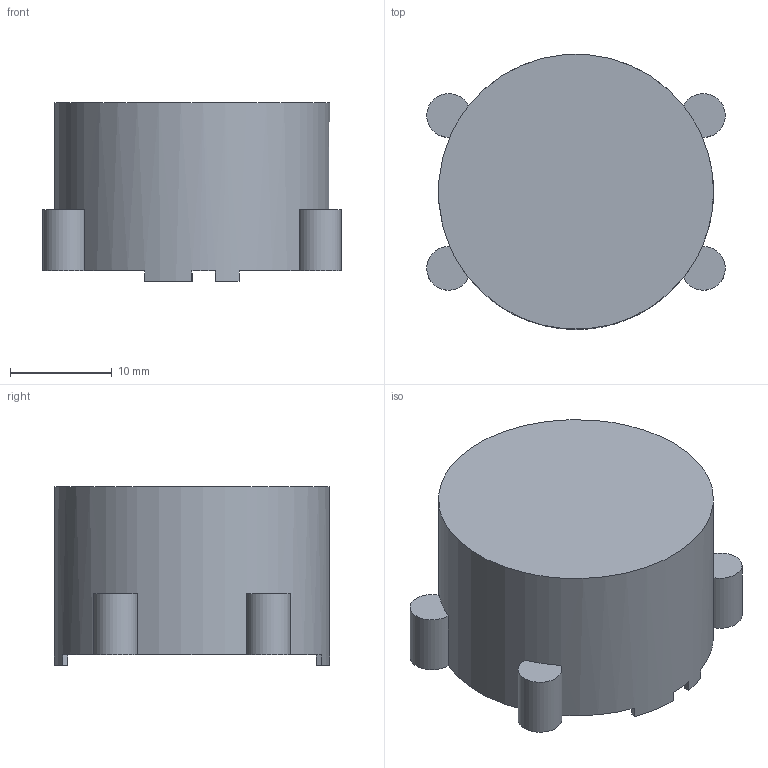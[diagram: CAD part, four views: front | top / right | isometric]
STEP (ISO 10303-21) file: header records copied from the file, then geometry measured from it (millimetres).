
FILE_DESCRIPTION(('FreeCAD Model'),'2;1');
FILE_NAME('Open CASCADE Shape Model','2022-10-23T23:53:41',(''),(''), 'Open CASCADE STEP processor 7.5','FreeCAD','Unknown');
FILE_SCHEMA(('AUTOMOTIVE_DESIGN { 1 0 10303 214 1 1 1 1 }'));
Length unit declared in the file: millimetre
Products named in the file (1): Body
Bounding box: 29.29 x 27 x 17.5 mm (x, y, z)
Volume: 9738.3 mm3; surface area: 2808.2 mm2
Topology: 1 solids, 1 shells, 27 faces, 82 edges, 57 vertices
Faces by surface type: plane 18, cylinder 9
Full cylindrical faces by diameter (mm): 27 x1
Entity records: 2100 total; most frequent: CARTESIAN_POINT 452, DIRECTION 322, ORIENTED_EDGE 164, PCURVE 164, DEFINITIONAL_REPRESENTATION 164, LINE 163, VECTOR 163, EDGE_CURVE 82
